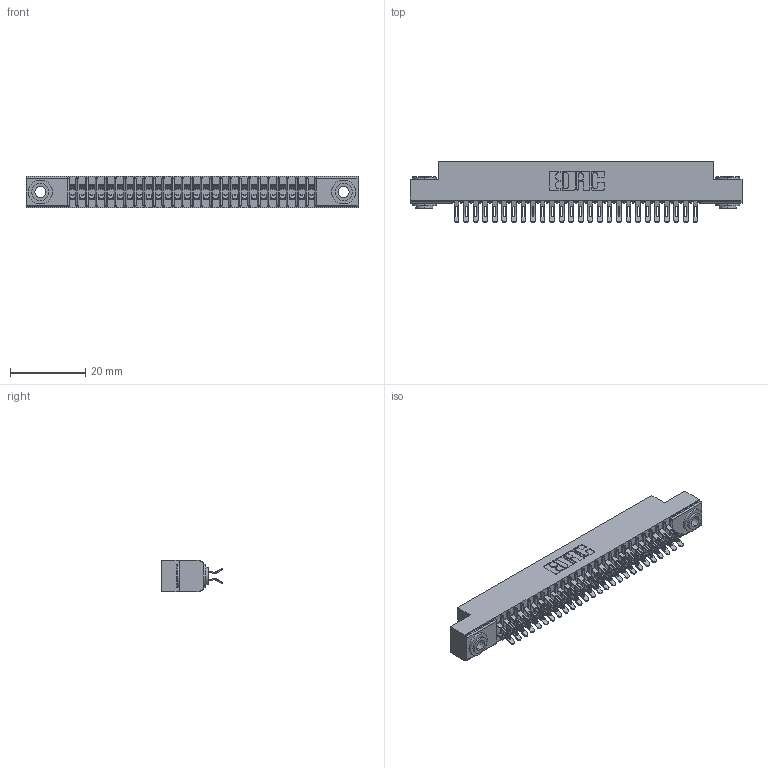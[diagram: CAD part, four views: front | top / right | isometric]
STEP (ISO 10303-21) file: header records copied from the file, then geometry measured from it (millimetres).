
FILE_DESCRIPTION (( 'STEP AP203' ), '1' );
FILE_NAME ('391-052-555-203.STEP', '2018-08-09T06:18:44', ( '' ), ( '' ), 'SwSTEP 2.0', 'SolidWorks 2016', '' );
FILE_SCHEMA (( 'CONFIG_CONTROL_DESIGN' ));
Length unit declared in the file: inch
Products named in the file (4): 341-292-001_341-292-155; 345-250-002_345-250-002-102; 391-052-555-203; 341 Part_.156 (3.96) Dia Mounting Holes
Assembly tree (55 placements, depth 2):
  391-052-555-203
    341 Part_.156 (3.96) Dia Mounting Holes
    341-292-001_341-292-155  x52
    345-250-002_345-250-002-102  x2
Bounding box: 88.27 x 16.31 x 8.38 mm (x, y, z)
Volume: 5081.5 mm3; surface area: 11477.7 mm2
Topology: 55 solids, 55 shells, 4224 faces, 12570 edges, 8182 vertices
Faces by surface type: plane 2276, cylinder 1836, sphere 54, torus 50, cone 8
Entity records: 35132 total; most frequent: CARTESIAN_POINT 5837, ORIENTED_EDGE 5780, DIRECTION 5682, EDGE_CURVE 2890, LINE 2292, VECTOR 2292, VERTEX_POINT 1834, AXIS2_PLACEMENT_3D 1695
